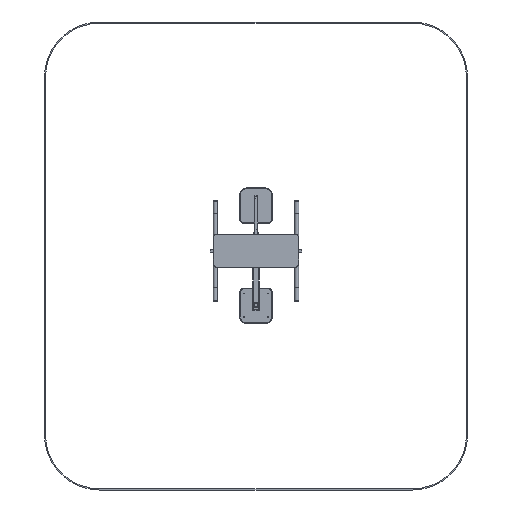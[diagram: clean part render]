
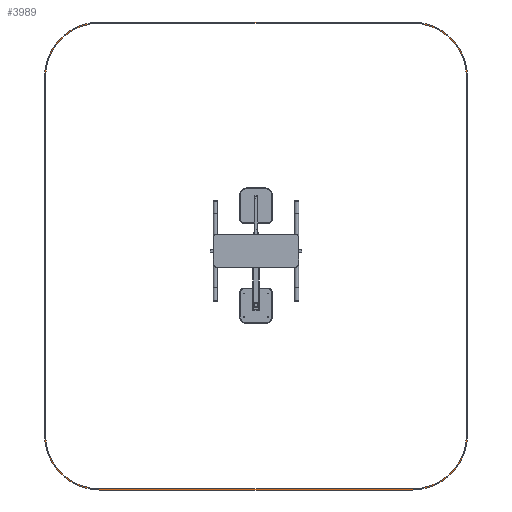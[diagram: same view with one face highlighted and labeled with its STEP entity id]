
A CAD part, front view. The second image highlights one B-rep face of the part: STEP entity #3989.
In plain terms, the highlighted planar face has unit normal (0, -1, 0).
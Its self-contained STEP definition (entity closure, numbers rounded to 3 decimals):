
#3989=ADVANCED_FACE('',(#10191,#10193),#10195,.T.);
#10191=FACE_BOUND('',#10192,.T.);
#10192=EDGE_LOOP('',(#17345,#17346,#17347,#17348,#17349,#17350,#17351,#17352));
#10193=FACE_BOUND('',#10194,.T.);
#10194=EDGE_LOOP('',(#17353,#17354,#17355,#17356,#17357,#17358,#17359,#17360));
#10195=PLANE('',#10196);
#10196=AXIS2_PLACEMENT_3D('',#10197,#10198,#10199);
#10197=CARTESIAN_POINT('',(0.,242.,0.));
#10198=DIRECTION('',(0.,-1.,0.));
#10199=DIRECTION('',(0.,0.,-1.));
#17345=ORIENTED_EDGE('',*,*,#20477,.T.);
#17346=ORIENTED_EDGE('',*,*,#20481,.T.);
#17347=ORIENTED_EDGE('',*,*,#20484,.T.);
#17348=ORIENTED_EDGE('',*,*,#20487,.T.);
#17349=ORIENTED_EDGE('',*,*,#20490,.T.);
#17350=ORIENTED_EDGE('',*,*,#20493,.T.);
#17351=ORIENTED_EDGE('',*,*,#20496,.T.);
#17352=ORIENTED_EDGE('',*,*,#20498,.T.);
#17353=ORIENTED_EDGE('',*,*,#20501,.T.);
#17354=ORIENTED_EDGE('',*,*,#20505,.T.);
#17355=ORIENTED_EDGE('',*,*,#20508,.T.);
#17356=ORIENTED_EDGE('',*,*,#20511,.T.);
#17357=ORIENTED_EDGE('',*,*,#20514,.T.);
#17358=ORIENTED_EDGE('',*,*,#20517,.T.);
#17359=ORIENTED_EDGE('',*,*,#20520,.T.);
#17360=ORIENTED_EDGE('',*,*,#20522,.T.);
#20477=EDGE_CURVE('',#22077,#22075,#22078,.T.);
#20481=EDGE_CURVE('',#22075,#22082,#22084,.T.);
#20484=EDGE_CURVE('',#22082,#22087,#22089,.T.);
#20487=EDGE_CURVE('',#22087,#22092,#22094,.T.);
#20490=EDGE_CURVE('',#22092,#22097,#22099,.T.);
#20493=EDGE_CURVE('',#22097,#22102,#22104,.T.);
#20496=EDGE_CURVE('',#22102,#22107,#22109,.T.);
#20498=EDGE_CURVE('',#22107,#22077,#22111,.T.);
#20501=EDGE_CURVE('',#22117,#22115,#22118,.T.);
#20505=EDGE_CURVE('',#22115,#22122,#22124,.T.);
#20508=EDGE_CURVE('',#22122,#22127,#22129,.T.);
#20511=EDGE_CURVE('',#22127,#22132,#22134,.T.);
#20514=EDGE_CURVE('',#22132,#22137,#22139,.T.);
#20517=EDGE_CURVE('',#22137,#22142,#22144,.T.);
#20520=EDGE_CURVE('',#22142,#22147,#22149,.T.);
#20522=EDGE_CURVE('',#22147,#22117,#22151,.T.);
#22075=VERTEX_POINT('',#24771);
#22077=VERTEX_POINT('',#24775);
#22078=CIRCLE('',#24776,500.);
#22082=VERTEX_POINT('',#24787);
#22084=LINE('',#24791,#24792);
#22087=VERTEX_POINT('',#24799);
#22089=CIRCLE('',#24803,500.);
#22092=VERTEX_POINT('',#24811);
#22094=LINE('',#24815,#24816);
#22097=VERTEX_POINT('',#24823);
#22099=CIRCLE('',#24827,500.);
#22102=VERTEX_POINT('',#24835);
#22104=LINE('',#24839,#24840);
#22107=VERTEX_POINT('',#24847);
#22109=CIRCLE('',#24851,500.);
#22111=LINE('',#24858,#24859);
#22115=VERTEX_POINT('',#24866);
#22117=VERTEX_POINT('',#24870);
#22118=LINE('',#24871,#24872);
#22122=VERTEX_POINT('',#24882);
#22124=CIRCLE('',#24886,490.);
#22127=VERTEX_POINT('',#24894);
#22129=LINE('',#24898,#24899);
#22132=VERTEX_POINT('',#24906);
#22134=CIRCLE('',#24910,490.);
#22137=VERTEX_POINT('',#24918);
#22139=LINE('',#24922,#24923);
#22142=VERTEX_POINT('',#24930);
#22144=CIRCLE('',#24934,490.);
#22147=VERTEX_POINT('',#24942);
#22149=LINE('',#24946,#24947);
#22151=CIRCLE('',#24953,490.);
#24771=CARTESIAN_POINT('',(-2449.517,242.,-3147.153));
#24775=CARTESIAN_POINT('',(-2949.517,242.,-2647.153));
#24776=AXIS2_PLACEMENT_3D('',#24777,#24778,#24779);
#24777=CARTESIAN_POINT('',(-2449.517,242.,-2647.153));
#24778=DIRECTION('',(0.,-1.,0.));
#24779=DIRECTION('',(-1.,0.,0.));
#24787=CARTESIAN_POINT('',(376.483,242.,-3147.153));
#24791=CARTESIAN_POINT('',(-2449.517,242.,-3147.153));
#24792=VECTOR('',#24793,1.);
#24793=DIRECTION('',(1.,0.,0.));
#24799=CARTESIAN_POINT('',(876.483,242.,-2647.153));
#24803=AXIS2_PLACEMENT_3D('',#24804,#24805,#24806);
#24804=CARTESIAN_POINT('',(376.483,242.,-2647.153));
#24805=DIRECTION('',(0.,-1.,0.));
#24806=DIRECTION('',(0.,0.,-1.));
#24811=CARTESIAN_POINT('',(876.483,242.,583.523));
#24815=CARTESIAN_POINT('',(876.483,242.,-2647.153));
#24816=VECTOR('',#24817,1.);
#24817=DIRECTION('',(0.,0.,1.));
#24823=CARTESIAN_POINT('',(376.483,242.,1083.523));
#24827=AXIS2_PLACEMENT_3D('',#24828,#24829,#24830);
#24828=CARTESIAN_POINT('',(376.483,242.,583.523));
#24829=DIRECTION('',(0.,-1.,0.));
#24830=DIRECTION('',(1.,0.,0.));
#24835=CARTESIAN_POINT('',(-2449.517,242.,1083.523));
#24839=CARTESIAN_POINT('',(376.483,242.,1083.523));
#24840=VECTOR('',#24841,1.);
#24841=DIRECTION('',(-1.,0.,0.));
#24847=CARTESIAN_POINT('',(-2949.517,242.,583.523));
#24851=AXIS2_PLACEMENT_3D('',#24852,#24853,#24854);
#24852=CARTESIAN_POINT('',(-2449.517,242.,583.523));
#24853=DIRECTION('',(0.,-1.,0.));
#24854=DIRECTION('',(0.,0.,1.));
#24858=CARTESIAN_POINT('',(-2949.517,242.,583.523));
#24859=VECTOR('',#24860,1.);
#24860=DIRECTION('',(0.,0.,-1.));
#24866=CARTESIAN_POINT('',(-2939.517,242.,583.523));
#24870=CARTESIAN_POINT('',(-2939.517,242.,-2647.153));
#24871=CARTESIAN_POINT('',(-2939.517,242.,-2647.153));
#24872=VECTOR('',#24873,1.);
#24873=DIRECTION('',(0.,0.,1.));
#24882=CARTESIAN_POINT('',(-2449.517,242.,1073.523));
#24886=AXIS2_PLACEMENT_3D('',#24887,#24888,#24889);
#24887=CARTESIAN_POINT('',(-2449.517,242.,583.523));
#24888=DIRECTION('',(0.,1.,0.));
#24889=DIRECTION('',(-1.,0.,0.));
#24894=CARTESIAN_POINT('',(376.483,242.,1073.523));
#24898=CARTESIAN_POINT('',(-2449.517,242.,1073.523));
#24899=VECTOR('',#24900,1.);
#24900=DIRECTION('',(1.,0.,0.));
#24906=CARTESIAN_POINT('',(866.483,242.,583.523));
#24910=AXIS2_PLACEMENT_3D('',#24911,#24912,#24913);
#24911=CARTESIAN_POINT('',(376.483,242.,583.523));
#24912=DIRECTION('',(0.,1.,0.));
#24913=DIRECTION('',(0.,0.,1.));
#24918=CARTESIAN_POINT('',(866.483,242.,-2647.153));
#24922=CARTESIAN_POINT('',(866.483,242.,583.523));
#24923=VECTOR('',#24924,1.);
#24924=DIRECTION('',(0.,0.,-1.));
#24930=CARTESIAN_POINT('',(376.483,242.,-3137.153));
#24934=AXIS2_PLACEMENT_3D('',#24935,#24936,#24937);
#24935=CARTESIAN_POINT('',(376.483,242.,-2647.153));
#24936=DIRECTION('',(0.,1.,0.));
#24937=DIRECTION('',(1.,0.,0.));
#24942=CARTESIAN_POINT('',(-2449.517,242.,-3137.153));
#24946=CARTESIAN_POINT('',(376.483,242.,-3137.153));
#24947=VECTOR('',#24948,1.);
#24948=DIRECTION('',(-1.,0.,0.));
#24953=AXIS2_PLACEMENT_3D('',#24954,#24955,#24956);
#24954=CARTESIAN_POINT('',(-2449.517,242.,-2647.153));
#24955=DIRECTION('',(0.,1.,0.));
#24956=DIRECTION('',(0.,0.,-1.));
